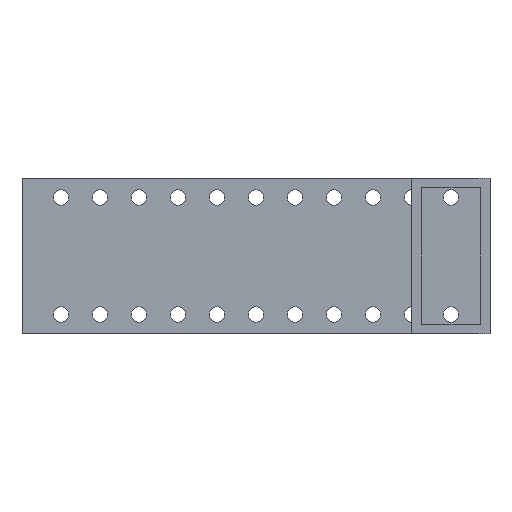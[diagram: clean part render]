
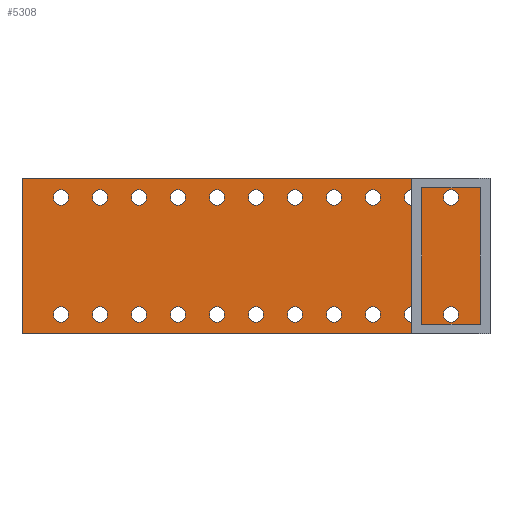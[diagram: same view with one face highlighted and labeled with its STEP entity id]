
A CAD part, front view. The second image highlights one B-rep face of the part: STEP entity #5308.
In plain terms, the highlighted planar face has unit normal (0, -1, 0).
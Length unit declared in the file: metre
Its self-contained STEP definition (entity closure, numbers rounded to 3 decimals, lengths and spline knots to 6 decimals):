
#640=CIRCLE('',#5973,0.002489);
#641=CIRCLE('',#5974,0.002489);
#642=CIRCLE('',#5975,0.002489);
#643=CIRCLE('',#5976,0.002489);
#644=CIRCLE('',#5977,0.002489);
#645=CIRCLE('',#5978,0.002489);
#646=CIRCLE('',#5979,0.002489);
#647=CIRCLE('',#5980,0.002489);
#648=CIRCLE('',#5981,0.002489);
#649=CIRCLE('',#5982,0.002489);
#650=CIRCLE('',#5983,0.002489);
#651=CIRCLE('',#5984,0.002489);
#652=CIRCLE('',#5985,0.002489);
#653=CIRCLE('',#5986,0.002489);
#654=CIRCLE('',#5987,0.002489);
#655=CIRCLE('',#5988,0.002489);
#656=CIRCLE('',#5989,0.002489);
#657=CIRCLE('',#5990,0.002489);
#658=CIRCLE('',#5991,0.002489);
#659=CIRCLE('',#5992,0.002489);
#660=CIRCLE('',#5993,0.002489);
#661=CIRCLE('',#5994,0.002489);
#1572=ORIENTED_EDGE('',*,*,#2276,.F.);
#1573=ORIENTED_EDGE('',*,*,#2277,.F.);
#1574=ORIENTED_EDGE('',*,*,#2278,.F.);
#1575=ORIENTED_EDGE('',*,*,#2279,.F.);
#1576=ORIENTED_EDGE('',*,*,#2280,.F.);
#1577=ORIENTED_EDGE('',*,*,#2281,.F.);
#1578=ORIENTED_EDGE('',*,*,#2282,.F.);
#1579=ORIENTED_EDGE('',*,*,#2283,.F.);
#1580=ORIENTED_EDGE('',*,*,#2284,.F.);
#1581=ORIENTED_EDGE('',*,*,#2285,.F.);
#1582=ORIENTED_EDGE('',*,*,#2286,.F.);
#1583=ORIENTED_EDGE('',*,*,#2287,.F.);
#1584=ORIENTED_EDGE('',*,*,#2288,.F.);
#1585=ORIENTED_EDGE('',*,*,#2289,.F.);
#1586=ORIENTED_EDGE('',*,*,#2290,.F.);
#1587=ORIENTED_EDGE('',*,*,#2291,.F.);
#1588=ORIENTED_EDGE('',*,*,#2292,.F.);
#1589=ORIENTED_EDGE('',*,*,#2293,.F.);
#1590=ORIENTED_EDGE('',*,*,#2294,.F.);
#1591=ORIENTED_EDGE('',*,*,#2295,.F.);
#1592=ORIENTED_EDGE('',*,*,#2296,.F.);
#1593=ORIENTED_EDGE('',*,*,#2297,.F.);
#1594=ORIENTED_EDGE('',*,*,#2298,.F.);
#1595=ORIENTED_EDGE('',*,*,#2271,.F.);
#1596=ORIENTED_EDGE('',*,*,#2299,.T.);
#1597=ORIENTED_EDGE('',*,*,#2261,.T.);
#2261=EDGE_CURVE('',#2802,#2800,#2973,.T.);
#2271=EDGE_CURVE('',#2811,#2808,#2983,.T.);
#2276=EDGE_CURVE('',#2816,#2816,#640,.T.);
#2277=EDGE_CURVE('',#2817,#2817,#641,.T.);
#2278=EDGE_CURVE('',#2818,#2818,#642,.T.);
#2279=EDGE_CURVE('',#2819,#2819,#643,.T.);
#2280=EDGE_CURVE('',#2820,#2820,#644,.T.);
#2281=EDGE_CURVE('',#2821,#2821,#645,.T.);
#2282=EDGE_CURVE('',#2822,#2822,#646,.T.);
#2283=EDGE_CURVE('',#2823,#2823,#647,.T.);
#2284=EDGE_CURVE('',#2824,#2824,#648,.T.);
#2285=EDGE_CURVE('',#2825,#2825,#649,.T.);
#2286=EDGE_CURVE('',#2826,#2826,#650,.T.);
#2287=EDGE_CURVE('',#2827,#2827,#651,.T.);
#2288=EDGE_CURVE('',#2828,#2828,#652,.T.);
#2289=EDGE_CURVE('',#2829,#2829,#653,.T.);
#2290=EDGE_CURVE('',#2830,#2830,#654,.T.);
#2291=EDGE_CURVE('',#2831,#2831,#655,.T.);
#2292=EDGE_CURVE('',#2832,#2832,#656,.T.);
#2293=EDGE_CURVE('',#2833,#2833,#657,.T.);
#2294=EDGE_CURVE('',#2834,#2834,#658,.T.);
#2295=EDGE_CURVE('',#2835,#2835,#659,.T.);
#2296=EDGE_CURVE('',#2836,#2836,#660,.T.);
#2297=EDGE_CURVE('',#2837,#2837,#661,.T.);
#2298=EDGE_CURVE('',#2808,#2800,#2988,.T.);
#2299=EDGE_CURVE('',#2811,#2802,#2989,.T.);
#2800=VERTEX_POINT('',#8744);
#2802=VERTEX_POINT('',#8747);
#2808=VERTEX_POINT('',#8761);
#2811=VERTEX_POINT('',#8766);
#2816=VERTEX_POINT('',#8778);
#2817=VERTEX_POINT('',#8780);
#2818=VERTEX_POINT('',#8782);
#2819=VERTEX_POINT('',#8784);
#2820=VERTEX_POINT('',#8786);
#2821=VERTEX_POINT('',#8788);
#2822=VERTEX_POINT('',#8790);
#2823=VERTEX_POINT('',#8792);
#2824=VERTEX_POINT('',#8794);
#2825=VERTEX_POINT('',#8796);
#2826=VERTEX_POINT('',#8798);
#2827=VERTEX_POINT('',#8800);
#2828=VERTEX_POINT('',#8802);
#2829=VERTEX_POINT('',#8804);
#2830=VERTEX_POINT('',#8806);
#2831=VERTEX_POINT('',#8808);
#2832=VERTEX_POINT('',#8810);
#2833=VERTEX_POINT('',#8812);
#2834=VERTEX_POINT('',#8814);
#2835=VERTEX_POINT('',#8816);
#2836=VERTEX_POINT('',#8818);
#2837=VERTEX_POINT('',#8820);
#2973=LINE('',#8746,#3021);
#2983=LINE('',#8767,#3031);
#2988=LINE('',#8821,#3036);
#2989=LINE('',#8822,#3037);
#3021=VECTOR('',#7333,1.);
#3031=VECTOR('',#7345,1.);
#3036=VECTOR('',#7396,1.);
#3037=VECTOR('',#7397,1.);
#3796=EDGE_LOOP('',(#1572));
#3797=EDGE_LOOP('',(#1573));
#3798=EDGE_LOOP('',(#1574));
#3799=EDGE_LOOP('',(#1575));
#3800=EDGE_LOOP('',(#1576));
#3801=EDGE_LOOP('',(#1577));
#3802=EDGE_LOOP('',(#1578));
#3803=EDGE_LOOP('',(#1579));
#3804=EDGE_LOOP('',(#1580));
#3805=EDGE_LOOP('',(#1581));
#3806=EDGE_LOOP('',(#1582));
#3807=EDGE_LOOP('',(#1583));
#3808=EDGE_LOOP('',(#1584));
#3809=EDGE_LOOP('',(#1585));
#3810=EDGE_LOOP('',(#1586));
#3811=EDGE_LOOP('',(#1587));
#3812=EDGE_LOOP('',(#1588));
#3813=EDGE_LOOP('',(#1589));
#3814=EDGE_LOOP('',(#1590));
#3815=EDGE_LOOP('',(#1591));
#3816=EDGE_LOOP('',(#1592));
#3817=EDGE_LOOP('',(#1593));
#3818=EDGE_LOOP('',(#1594,#1595,#1596,#1597));
#4820=FACE_BOUND('',#3796,.T.);
#4821=FACE_BOUND('',#3797,.T.);
#4822=FACE_BOUND('',#3798,.T.);
#4823=FACE_BOUND('',#3799,.T.);
#4824=FACE_BOUND('',#3800,.T.);
#4825=FACE_BOUND('',#3801,.T.);
#4826=FACE_BOUND('',#3802,.T.);
#4827=FACE_BOUND('',#3803,.T.);
#4828=FACE_BOUND('',#3804,.T.);
#4829=FACE_BOUND('',#3805,.T.);
#4830=FACE_BOUND('',#3806,.T.);
#4831=FACE_BOUND('',#3807,.T.);
#4832=FACE_BOUND('',#3808,.T.);
#4833=FACE_BOUND('',#3809,.T.);
#4834=FACE_BOUND('',#3810,.T.);
#4835=FACE_BOUND('',#3811,.T.);
#4836=FACE_BOUND('',#3812,.T.);
#4837=FACE_BOUND('',#3813,.T.);
#4838=FACE_BOUND('',#3814,.T.);
#4839=FACE_BOUND('',#3815,.T.);
#4840=FACE_BOUND('',#3816,.T.);
#4841=FACE_BOUND('',#3817,.T.);
#4842=FACE_BOUND('',#3818,.T.);
#5104=PLANE('',#5972);
#5308=ADVANCED_FACE('',(#4820,#4821,#4822,#4823,#4824,#4825,#4826,#4827,
#4828,#4829,#4830,#4831,#4832,#4833,#4834,#4835,#4836,#4837,#4838,#4839,
#4840,#4841,#4842),#5104,.T.);
#5972=AXIS2_PLACEMENT_3D('',#8776,#7350,#7351);
#5973=AXIS2_PLACEMENT_3D('',#8777,#7352,#7353);
#5974=AXIS2_PLACEMENT_3D('',#8779,#7354,#7355);
#5975=AXIS2_PLACEMENT_3D('',#8781,#7356,#7357);
#5976=AXIS2_PLACEMENT_3D('',#8783,#7358,#7359);
#5977=AXIS2_PLACEMENT_3D('',#8785,#7360,#7361);
#5978=AXIS2_PLACEMENT_3D('',#8787,#7362,#7363);
#5979=AXIS2_PLACEMENT_3D('',#8789,#7364,#7365);
#5980=AXIS2_PLACEMENT_3D('',#8791,#7366,#7367);
#5981=AXIS2_PLACEMENT_3D('',#8793,#7368,#7369);
#5982=AXIS2_PLACEMENT_3D('',#8795,#7370,#7371);
#5983=AXIS2_PLACEMENT_3D('',#8797,#7372,#7373);
#5984=AXIS2_PLACEMENT_3D('',#8799,#7374,#7375);
#5985=AXIS2_PLACEMENT_3D('',#8801,#7376,#7377);
#5986=AXIS2_PLACEMENT_3D('',#8803,#7378,#7379);
#5987=AXIS2_PLACEMENT_3D('',#8805,#7380,#7381);
#5988=AXIS2_PLACEMENT_3D('',#8807,#7382,#7383);
#5989=AXIS2_PLACEMENT_3D('',#8809,#7384,#7385);
#5990=AXIS2_PLACEMENT_3D('',#8811,#7386,#7387);
#5991=AXIS2_PLACEMENT_3D('',#8813,#7388,#7389);
#5992=AXIS2_PLACEMENT_3D('',#8815,#7390,#7391);
#5993=AXIS2_PLACEMENT_3D('',#8817,#7392,#7393);
#5994=AXIS2_PLACEMENT_3D('',#8819,#7394,#7395);
#7333=DIRECTION('',(0.,0.,-1.));
#7345=DIRECTION('',(0.,0.,-1.));
#7350=DIRECTION('',(0.,-1.,0.));
#7351=DIRECTION('',(0.,0.,-1.));
#7352=DIRECTION('',(0.,-1.,0.));
#7353=DIRECTION('',(0.,0.,-1.));
#7354=DIRECTION('',(0.,-1.,0.));
#7355=DIRECTION('',(0.,0.,-1.));
#7356=DIRECTION('',(0.,-1.,0.));
#7357=DIRECTION('',(0.,0.,-1.));
#7358=DIRECTION('',(0.,-1.,0.));
#7359=DIRECTION('',(0.,0.,-1.));
#7360=DIRECTION('',(0.,-1.,0.));
#7361=DIRECTION('',(0.,0.,-1.));
#7362=DIRECTION('',(0.,-1.,0.));
#7363=DIRECTION('',(0.,0.,-1.));
#7364=DIRECTION('',(0.,-1.,0.));
#7365=DIRECTION('',(0.,0.,-1.));
#7366=DIRECTION('',(0.,-1.,0.));
#7367=DIRECTION('',(0.,0.,-1.));
#7368=DIRECTION('',(0.,-1.,0.));
#7369=DIRECTION('',(0.,0.,-1.));
#7370=DIRECTION('',(0.,-1.,0.));
#7371=DIRECTION('',(0.,0.,-1.));
#7372=DIRECTION('',(0.,-1.,0.));
#7373=DIRECTION('',(0.,0.,-1.));
#7374=DIRECTION('',(0.,-1.,0.));
#7375=DIRECTION('',(0.,0.,-1.));
#7376=DIRECTION('',(0.,-1.,0.));
#7377=DIRECTION('',(0.,0.,-1.));
#7378=DIRECTION('',(0.,-1.,0.));
#7379=DIRECTION('',(0.,0.,-1.));
#7380=DIRECTION('',(0.,-1.,0.));
#7381=DIRECTION('',(0.,0.,-1.));
#7382=DIRECTION('',(0.,-1.,0.));
#7383=DIRECTION('',(0.,0.,-1.));
#7384=DIRECTION('',(0.,-1.,0.));
#7385=DIRECTION('',(0.,0.,-1.));
#7386=DIRECTION('',(0.,-1.,0.));
#7387=DIRECTION('',(0.,0.,-1.));
#7388=DIRECTION('',(0.,-1.,0.));
#7389=DIRECTION('',(0.,0.,-1.));
#7390=DIRECTION('',(0.,-1.,0.));
#7391=DIRECTION('',(0.,0.,-1.));
#7392=DIRECTION('',(0.,-1.,0.));
#7393=DIRECTION('',(0.,0.,-1.));
#7394=DIRECTION('',(0.,-1.,0.));
#7395=DIRECTION('',(0.,0.,-1.));
#7396=DIRECTION('',(-1.,0.,0.));
#7397=DIRECTION('',(-1.,0.,0.));
#8744=CARTESIAN_POINT('',(-0.1524,0.,0.));
#8746=CARTESIAN_POINT('',(-0.1524,0.,0.0508));
#8747=CARTESIAN_POINT('',(-0.1524,0.,0.0508));
#8761=CARTESIAN_POINT('',(0.,0.,0.));
#8766=CARTESIAN_POINT('',(0.,0.,0.0508));
#8767=CARTESIAN_POINT('',(0.,0.,0.0508));
#8776=CARTESIAN_POINT('',(-0.0889,0.,0.0508));
#8777=CARTESIAN_POINT('',(-0.0127,0.,0.00635));
#8778=CARTESIAN_POINT('',(-0.0127,0.,0.003861));
#8779=CARTESIAN_POINT('',(-0.0254,0.,0.00635));
#8780=CARTESIAN_POINT('',(-0.0254,0.,0.003861));
#8781=CARTESIAN_POINT('',(-0.0889,0.,0.00635));
#8782=CARTESIAN_POINT('',(-0.0889,0.,0.003861));
#8783=CARTESIAN_POINT('',(-0.1016,0.,0.00635));
#8784=CARTESIAN_POINT('',(-0.1016,0.,0.003861));
#8785=CARTESIAN_POINT('',(-0.1143,0.,0.00635));
#8786=CARTESIAN_POINT('',(-0.1143,0.,0.003861));
#8787=CARTESIAN_POINT('',(-0.127,0.,0.00635));
#8788=CARTESIAN_POINT('',(-0.127,0.,0.003861));
#8789=CARTESIAN_POINT('',(-0.1397,0.,0.00635));
#8790=CARTESIAN_POINT('',(-0.1397,0.,0.003861));
#8791=CARTESIAN_POINT('',(-0.0635,0.,0.00635));
#8792=CARTESIAN_POINT('',(-0.0635,0.,0.003861));
#8793=CARTESIAN_POINT('',(-0.0508,0.,0.00635));
#8794=CARTESIAN_POINT('',(-0.0508,0.,0.003861));
#8795=CARTESIAN_POINT('',(-0.0381,0.,0.00635));
#8796=CARTESIAN_POINT('',(-0.0381,0.,0.003861));
#8797=CARTESIAN_POINT('',(-0.0762,0.,0.00635));
#8798=CARTESIAN_POINT('',(-0.0762,0.,0.003861));
#8799=CARTESIAN_POINT('',(-0.0127,0.,0.04445));
#8800=CARTESIAN_POINT('',(-0.0127,0.,0.041961));
#8801=CARTESIAN_POINT('',(-0.0254,0.,0.04445));
#8802=CARTESIAN_POINT('',(-0.0254,0.,0.041961));
#8803=CARTESIAN_POINT('',(-0.0889,0.,0.04445));
#8804=CARTESIAN_POINT('',(-0.0889,0.,0.041961));
#8805=CARTESIAN_POINT('',(-0.1016,0.,0.04445));
#8806=CARTESIAN_POINT('',(-0.1016,0.,0.041961));
#8807=CARTESIAN_POINT('',(-0.1143,0.,0.04445));
#8808=CARTESIAN_POINT('',(-0.1143,0.,0.041961));
#8809=CARTESIAN_POINT('',(-0.127,0.,0.04445));
#8810=CARTESIAN_POINT('',(-0.127,0.,0.041961));
#8811=CARTESIAN_POINT('',(-0.1397,0.,0.04445));
#8812=CARTESIAN_POINT('',(-0.1397,0.,0.041961));
#8813=CARTESIAN_POINT('',(-0.0635,0.,0.04445));
#8814=CARTESIAN_POINT('',(-0.0635,0.,0.041961));
#8815=CARTESIAN_POINT('',(-0.0508,0.,0.04445));
#8816=CARTESIAN_POINT('',(-0.0508,0.,0.041961));
#8817=CARTESIAN_POINT('',(-0.0381,0.,0.04445));
#8818=CARTESIAN_POINT('',(-0.0381,0.,0.041961));
#8819=CARTESIAN_POINT('',(-0.0762,0.,0.04445));
#8820=CARTESIAN_POINT('',(-0.0762,0.,0.041961));
#8821=CARTESIAN_POINT('',(-0.0889,0.,0.));
#8822=CARTESIAN_POINT('',(-0.0889,0.,0.0508));
